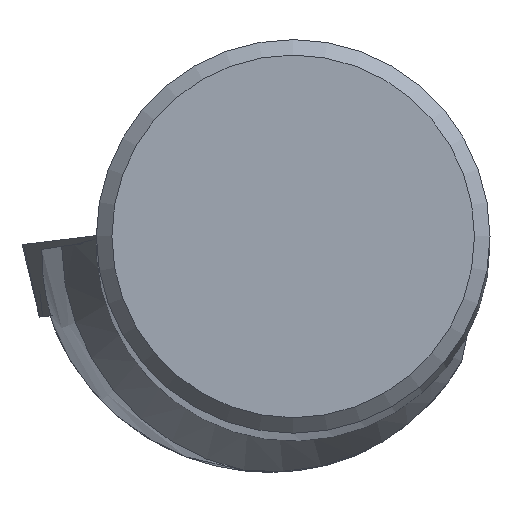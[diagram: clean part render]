
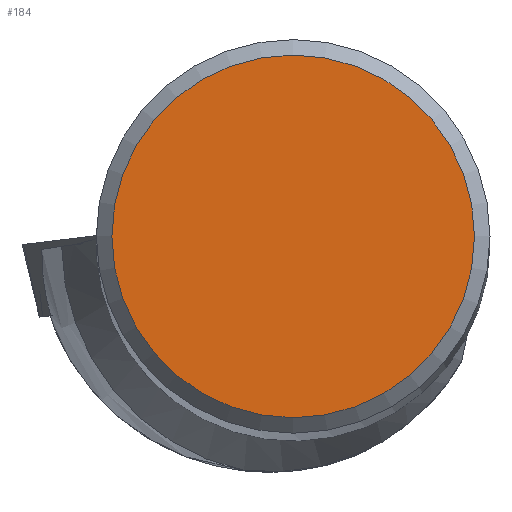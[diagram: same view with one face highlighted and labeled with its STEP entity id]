
A CAD part, top view. The second image highlights one B-rep face of the part: STEP entity #184.
In plain terms, the highlighted planar face has unit normal (0, 0, 1).
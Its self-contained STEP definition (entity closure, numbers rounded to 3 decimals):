
#153=FACE_OUTER_BOUND('',#333,.T.);
#184=ADVANCED_FACE('',(#153),#207,.T.);
#207=PLANE('',#786);
#333=EDGE_LOOP('',(#453));
#453=ORIENTED_EDGE('',*,*,#628,.T.);
#557=VERTEX_POINT('',#1249);
#628=EDGE_CURVE('',#557,#557,#668,.T.);
#668=CIRCLE('',#785,5.843);
#785=AXIS2_PLACEMENT_3D('',#1248,#929,#930);
#786=AXIS2_PLACEMENT_3D('',#1250,#931,#932);
#929=DIRECTION('',(0.,0.,1.));
#930=DIRECTION('',(1.,0.,0.));
#931=DIRECTION('',(0.,0.,1.));
#932=DIRECTION('',(1.,0.,0.));
#1248=CARTESIAN_POINT('',(0.,0.,0.));
#1249=CARTESIAN_POINT('',(5.843,0.,0.));
#1250=CARTESIAN_POINT('',(0.,0.,
0.));
